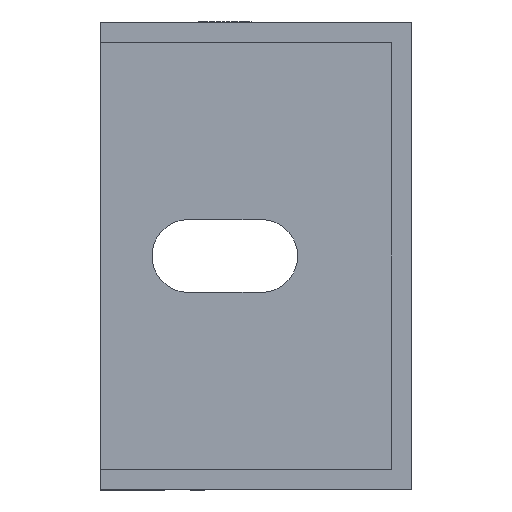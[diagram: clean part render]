
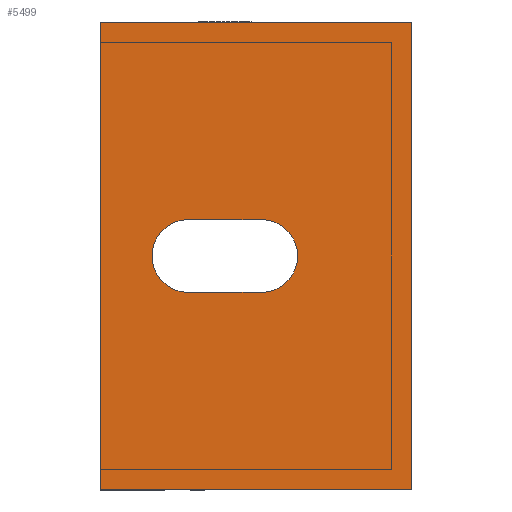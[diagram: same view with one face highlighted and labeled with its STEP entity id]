
A CAD part, left-side view. The second image highlights one B-rep face of the part: STEP entity #5499.
In plain terms, the highlighted planar face has unit normal (-1, 0, 0).
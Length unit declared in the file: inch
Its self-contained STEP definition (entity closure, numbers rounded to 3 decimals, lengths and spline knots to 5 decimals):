
#7 = LINE ( 'NONE', #5897, #12869 ) ;
#293 = VECTOR ( 'NONE', #14344, 39.37008 ) ;
#506 = EDGE_CURVE ( 'NONE', #10727, #13442, #9933, .T. ) ;
#614 = CARTESIAN_POINT ( 'NONE',  ( -17.75591, 0.84646, -0.1378 ) ) ;
#952 = DIRECTION ( 'NONE',  ( 0., 0., 1. ) ) ;
#1047 = VERTEX_POINT ( 'NONE', #10630 ) ;
#1734 = PLANE ( 'NONE',  #8378 ) ;
#2021 = DIRECTION ( 'NONE',  ( 1., 0., 0. ) ) ;
#2670 = EDGE_CURVE ( 'NONE', #7374, #7782, #4415, .T. ) ;
#3142 = FACE_OUTER_BOUND ( 'NONE', #6605, .T. ) ;
#3283 = CARTESIAN_POINT ( 'NONE',  ( -17.75591, 0.57087, 0.1378 ) ) ;
#3686 = LINE ( 'NONE', #11081, #12247 ) ;
#3774 = CARTESIAN_POINT ( 'NONE',  ( -17.75591, 0.84646, 0.1378 ) ) ;
#3821 = VERTEX_POINT ( 'NONE', #11001 ) ;
#4382 = EDGE_CURVE ( 'NONE', #13442, #3821, #3686, .T. ) ;
#4415 = LINE ( 'NONE', #11538, #293 ) ;
#4657 = DIRECTION ( 'NONE',  ( 0., 1., 0. ) ) ;
#4768 = EDGE_CURVE ( 'NONE', #7782, #1047, #14961, .T. ) ;
#4822 = CARTESIAN_POINT ( 'NONE',  ( -17.75591, 1.1811, 0.88583 ) ) ;
#4877 = EDGE_CURVE ( 'NONE', #8292, #10727, #6757, .T. ) ;
#5008 = EDGE_CURVE ( 'NONE', #1047, #13660, #7, .T. ) ;
#5068 = CARTESIAN_POINT ( 'NONE',  ( -17.75591, 0., 5.76728 ) ) ;
#5135 = ORIENTED_EDGE ( 'NONE', *, *, #14513, .T. ) ;
#5210 = CIRCLE ( 'NONE', #7602, 0.1378 ) ;
#5499 = ADVANCED_FACE ( 'NONE', ( #3142, #8856 ), #1734, .T. ) ;
#5897 = CARTESIAN_POINT ( 'NONE',  ( -17.75591, 0., -0.1378 ) ) ;
#6605 = EDGE_LOOP ( 'NONE', ( #11119, #10645, #11263, #5135 ) ) ;
#6757 = LINE ( 'NONE', #5068, #17946 ) ;
#7374 = VERTEX_POINT ( 'NONE', #3774 ) ;
#7440 = CARTESIAN_POINT ( 'NONE',  ( -17.75591, 0., 5.76728 ) ) ;
#7602 = AXIS2_PLACEMENT_3D ( 'NONE', #7643, #2021, #9143 ) ;
#7643 = CARTESIAN_POINT ( 'NONE',  ( -17.75591, 0.84646, 0. ) ) ;
#7698 = VECTOR ( 'NONE', #4657, 39.37008 ) ;
#7782 = VERTEX_POINT ( 'NONE', #3283 ) ;
#8292 = VERTEX_POINT ( 'NONE', #11567 ) ;
#8378 = AXIS2_PLACEMENT_3D ( 'NONE', #7440, #13150, #11744 ) ;
#8572 = EDGE_LOOP ( 'NONE', ( #16259, #16700, #9116, #11678 ) ) ;
#8856 = FACE_BOUND ( 'NONE', #8572, .T. ) ;
#9116 = ORIENTED_EDGE ( 'NONE', *, *, #13443, .T. ) ;
#9143 = DIRECTION ( 'NONE',  ( 0., 0., 1. ) ) ;
#9933 = LINE ( 'NONE', #17398, #7698 ) ;
#10034 = DIRECTION ( 'NONE',  ( 0., 1., 0. ) ) ;
#10630 = CARTESIAN_POINT ( 'NONE',  ( -17.75591, 0.57087, -0.1378 ) ) ;
#10645 = ORIENTED_EDGE ( 'NONE', *, *, #506, .T. ) ;
#10727 = VERTEX_POINT ( 'NONE', #16931 ) ;
#10762 = AXIS2_PLACEMENT_3D ( 'NONE', #16604, #15195, #17909 ) ;
#11001 = CARTESIAN_POINT ( 'NONE',  ( -17.75591, 1.1811, -0.88583 ) ) ;
#11081 = CARTESIAN_POINT ( 'NONE',  ( -17.75591, 1.1811, 5.76728 ) ) ;
#11119 = ORIENTED_EDGE ( 'NONE', *, *, #4877, .T. ) ;
#11263 = ORIENTED_EDGE ( 'NONE', *, *, #4382, .T. ) ;
#11538 = CARTESIAN_POINT ( 'NONE',  ( -17.75591, 0., 0.1378 ) ) ;
#11567 = CARTESIAN_POINT ( 'NONE',  ( -17.75591, 0., -0.88583 ) ) ;
#11678 = ORIENTED_EDGE ( 'NONE', *, *, #2670, .T. ) ;
#11744 = DIRECTION ( 'NONE',  ( 0., -1., 0. ) ) ;
#12247 = VECTOR ( 'NONE', #15401, 39.37008 ) ;
#12349 = LINE ( 'NONE', #16571, #13921 ) ;
#12869 = VECTOR ( 'NONE', #10034, 39.37008 ) ;
#13150 = DIRECTION ( 'NONE',  ( -1., 0., 0. ) ) ;
#13442 = VERTEX_POINT ( 'NONE', #4822 ) ;
#13443 = EDGE_CURVE ( 'NONE', #13660, #7374, #5210, .T. ) ;
#13660 = VERTEX_POINT ( 'NONE', #614 ) ;
#13921 = VECTOR ( 'NONE', #15254, 39.37008 ) ;
#14344 = DIRECTION ( 'NONE',  ( 0., -1., 0. ) ) ;
#14513 = EDGE_CURVE ( 'NONE', #3821, #8292, #12349, .T. ) ;
#14961 = CIRCLE ( 'NONE', #10762, 0.1378 ) ;
#15195 = DIRECTION ( 'NONE',  ( 1., 0., 0. ) ) ;
#15254 = DIRECTION ( 'NONE',  ( 0., -1., 0. ) ) ;
#15401 = DIRECTION ( 'NONE',  ( 0., 0., -1. ) ) ;
#16259 = ORIENTED_EDGE ( 'NONE', *, *, #4768, .T. ) ;
#16571 = CARTESIAN_POINT ( 'NONE',  ( -17.75591, 0., -0.88583 ) ) ;
#16604 = CARTESIAN_POINT ( 'NONE',  ( -17.75591, 0.57087, 0. ) ) ;
#16700 = ORIENTED_EDGE ( 'NONE', *, *, #5008, .T. ) ;
#16931 = CARTESIAN_POINT ( 'NONE',  ( -17.75591, 0., 0.88583 ) ) ;
#17398 = CARTESIAN_POINT ( 'NONE',  ( -17.75591, 0., 0.88583 ) ) ;
#17909 = DIRECTION ( 'NONE',  ( 0., 0., 1. ) ) ;
#17946 = VECTOR ( 'NONE', #952, 39.37008 ) ;
